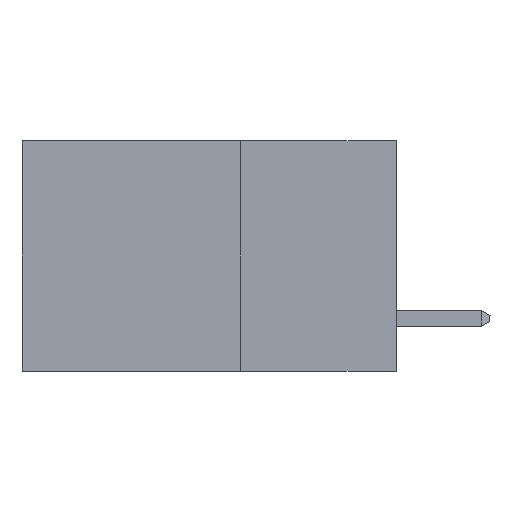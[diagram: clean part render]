
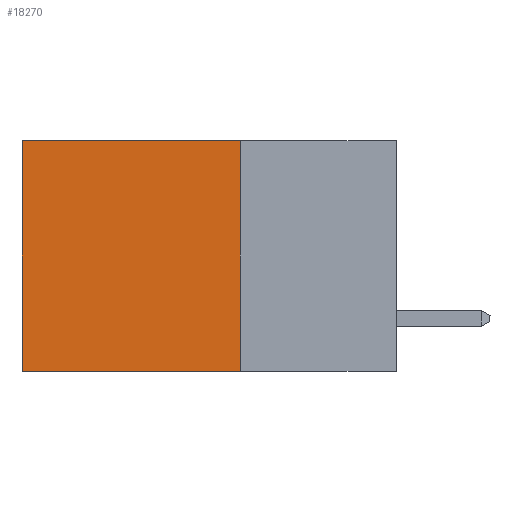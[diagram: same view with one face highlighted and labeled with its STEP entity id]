
A CAD part, left-side view. The second image highlights one B-rep face of the part: STEP entity #18270.
In plain terms, the highlighted planar face has unit normal (-1, 0, 0).
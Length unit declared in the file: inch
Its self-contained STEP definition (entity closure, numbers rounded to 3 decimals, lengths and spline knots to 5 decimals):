
#72 = EDGE_CURVE ( 'NONE', #12611, #16184, #4053, .T. ) ;
#1206 = CARTESIAN_POINT ( 'NONE',  ( 0.298, 0.25, 0. ) ) ;
#1473 = CARTESIAN_POINT ( 'NONE',  ( 0.298, 0.6, -0.37 ) ) ;
#2363 = VECTOR ( 'NONE', #16947, 39.37008 ) ;
#2618 = AXIS2_PLACEMENT_3D ( 'NONE', #17628, #19381, #13299 ) ;
#2867 = VERTEX_POINT ( 'NONE', #15212 ) ;
#3007 = CARTESIAN_POINT ( 'NONE',  ( 0.298, 0.25, 0. ) ) ;
#3856 = PLANE ( 'NONE',  #2618 ) ;
#4053 = LINE ( 'NONE', #1206, #2363 ) ;
#4285 = VECTOR ( 'NONE', #6216, 39.37008 ) ;
#5349 = CARTESIAN_POINT ( 'NONE',  ( 0.298, 0.25, -0.37 ) ) ;
#6216 = DIRECTION ( 'NONE',  ( 0., 1., 0. ) ) ;
#7363 = EDGE_CURVE ( 'NONE', #2867, #15348, #10252, .T. ) ;
#7486 = LINE ( 'NONE', #3007, #17546 ) ;
#7535 = VECTOR ( 'NONE', #15481, 39.37008 ) ;
#10252 = LINE ( 'NONE', #12842, #7535 ) ;
#11010 = CARTESIAN_POINT ( 'NONE',  ( 0.298, 0.25, -0.37 ) ) ;
#11291 = CARTESIAN_POINT ( 'NONE',  ( 0.298, 0.25, 0. ) ) ;
#11591 = ORIENTED_EDGE ( 'NONE', *, *, #72, .F. ) ;
#12126 = FACE_OUTER_BOUND ( 'NONE', #14498, .T. ) ;
#12532 = EDGE_CURVE ( 'NONE', #12611, #2867, #7486, .T. ) ;
#12611 = VERTEX_POINT ( 'NONE', #11291 ) ;
#12673 = LINE ( 'NONE', #11010, #4285 ) ;
#12842 = CARTESIAN_POINT ( 'NONE',  ( 0.298, 0.6, 0. ) ) ;
#13299 = DIRECTION ( 'NONE',  ( 0., 0., -1. ) ) ;
#14090 = DIRECTION ( 'NONE',  ( 0., 1., 0. ) ) ;
#14467 = ORIENTED_EDGE ( 'NONE', *, *, #16855, .F. ) ;
#14498 = EDGE_LOOP ( 'NONE', ( #17918, #14467, #11591, #14564 ) ) ;
#14564 = ORIENTED_EDGE ( 'NONE', *, *, #12532, .T. ) ;
#15212 = CARTESIAN_POINT ( 'NONE',  ( 0.298, 0.6, 0. ) ) ;
#15348 = VERTEX_POINT ( 'NONE', #1473 ) ;
#15481 = DIRECTION ( 'NONE',  ( 0., 0., -1. ) ) ;
#16184 = VERTEX_POINT ( 'NONE', #5349 ) ;
#16855 = EDGE_CURVE ( 'NONE', #16184, #15348, #12673, .T. ) ;
#16947 = DIRECTION ( 'NONE',  ( 0., 0., -1. ) ) ;
#17546 = VECTOR ( 'NONE', #14090, 39.37008 ) ;
#17628 = CARTESIAN_POINT ( 'NONE',  ( 0.298, 0.25, 0. ) ) ;
#17918 = ORIENTED_EDGE ( 'NONE', *, *, #7363, .T. ) ;
#18270 = ADVANCED_FACE ( 'NONE', ( #12126 ), #3856, .F. ) ;
#19381 = DIRECTION ( 'NONE',  ( 1., 0., 0. ) ) ;
